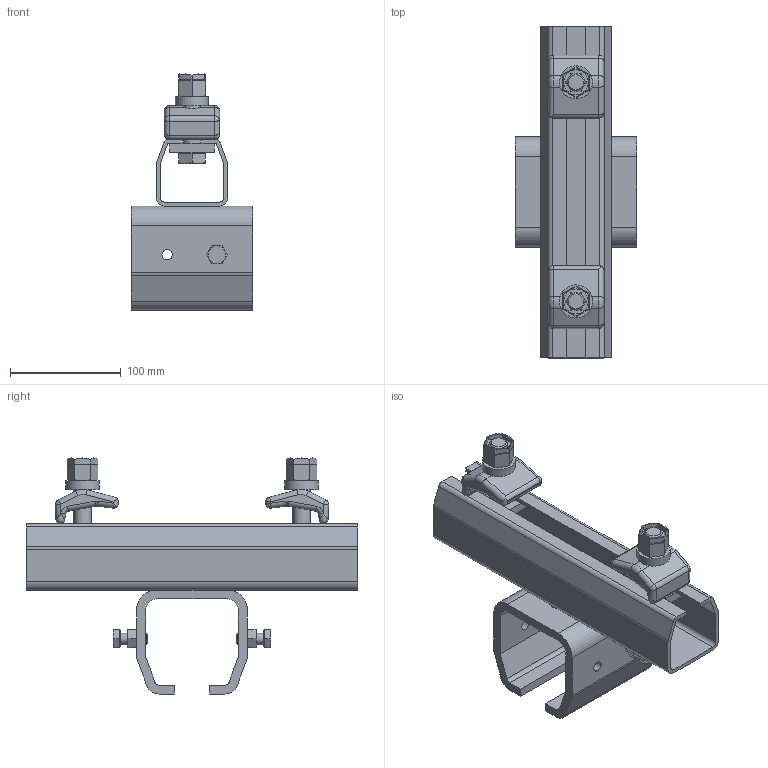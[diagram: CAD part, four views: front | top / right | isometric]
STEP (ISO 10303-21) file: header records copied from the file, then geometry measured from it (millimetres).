
FILE_DESCRIPTION(('STEP AP214'),'1');
FILE_NAME('PMH Ställbar upphängning 1602A.stp','2013-11-12T09:46:41',(' '),(' '),'Spatial InterOp 3D',' ',' ');
FILE_SCHEMA(('automotive_design'));
Length unit declared in the file: millimetre
Products named in the file (14): PMH Stallbar upphangning 1602A; NAUO3; NAUO4; NAUO6; NAUO7; NAUO2; NAUO13; NAUO14; NAUO11; NAUO1; NAUO18; NAUO17; NAUO15; NAUO16
Assembly tree (19 placements, depth 4):
  PMH Stallbar upphangning 1602A
    NAUO3  x2
    NAUO4  x2
    NAUO6  x2
    NAUO7  x2
    NAUO2  x2
      NAUO13
      NAUO14
    NAUO11
      NAUO1
      NAUO18
      NAUO17  x2
        NAUO15
        NAUO16
Bounding box: 110 x 300 x 213.36 mm (x, y, z)
Volume: 628335.9 mm3; surface area: 248747.2 mm2
Topology: 18 solids, 18 shells, 406 faces, 990 edges, 618 vertices
Faces by surface type: plane 198, cylinder 130, cone 44, bspline 16, torus 14, sphere 4
Full cylindrical faces by diameter (mm): 8.376 x2, 9.3 x6, 10 x2, 13.835 x2, 14.63 x2, 16 x2, 16.5 x2, 17.5 x2, 22.49 x2, 30 x2
Entity records: 11160 total; most frequent: CARTESIAN_POINT 3515, DIRECTION 1140, ORIENTED_EDGE 1098, EDGE_CURVE 549, AXIS2_PLACEMENT_3D 424, VERTEX_POINT 364, LINE 292, VECTOR 292
